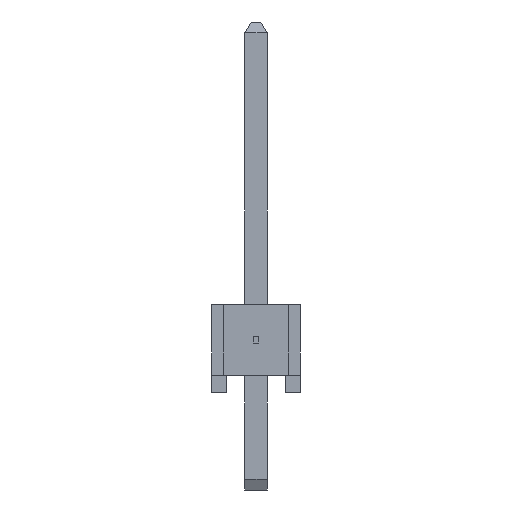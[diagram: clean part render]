
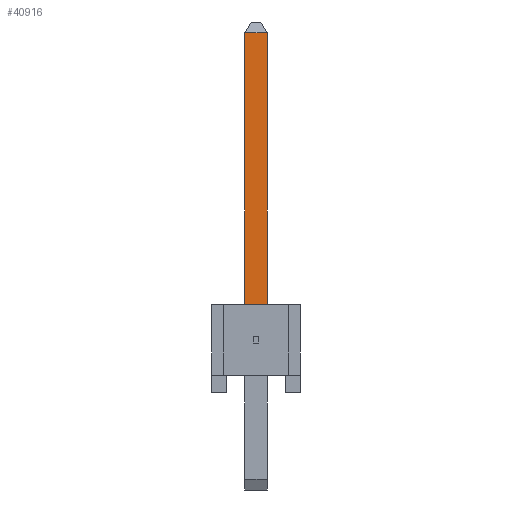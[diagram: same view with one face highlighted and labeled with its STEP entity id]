
A CAD part, left-side view. The second image highlights one B-rep face of the part: STEP entity #40916.
In plain terms, the highlighted planar face has unit normal (-1, 0, 0).
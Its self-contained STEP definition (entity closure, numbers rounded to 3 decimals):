
#40916 = ADVANCED_FACE('',(#40917),#40951,.F.);
#40917 = FACE_BOUND('',#40918,.T.);
#40918 = EDGE_LOOP('',(#40919,#40929,#40937,#40945));
#40919 = ORIENTED_EDGE('',*,*,#40920,.T.);
#40920 = EDGE_CURVE('',#40921,#40923,#40925,.T.);
#40921 = VERTEX_POINT('',#40922);
#40922 = CARTESIAN_POINT('',(-40.958,13.157,0.318));
#40923 = VERTEX_POINT('',#40924);
#40924 = CARTESIAN_POINT('',(-40.958,13.157,-0.318));
#40925 = LINE('',#40926,#40927);
#40926 = CARTESIAN_POINT('',(-40.958,13.157,2.54));
#40927 = VECTOR('',#40928,1.);
#40928 = DIRECTION('',(0.,0.,-1.));
#40929 = ORIENTED_EDGE('',*,*,#40930,.T.);
#40930 = EDGE_CURVE('',#40923,#40931,#40933,.T.);
#40931 = VERTEX_POINT('',#40932);
#40932 = CARTESIAN_POINT('',(-40.958,4.191,-0.318));
#40933 = LINE('',#40934,#40935);
#40934 = CARTESIAN_POINT('',(-40.958,13.462,-0.318));
#40935 = VECTOR('',#40936,1.);
#40936 = DIRECTION('',(0.,-1.,0.));
#40937 = ORIENTED_EDGE('',*,*,#40938,.F.);
#40938 = EDGE_CURVE('',#40939,#40931,#40941,.T.);
#40939 = VERTEX_POINT('',#40940);
#40940 = CARTESIAN_POINT('',(-40.958,4.191,0.318));
#40941 = LINE('',#40942,#40943);
#40942 = CARTESIAN_POINT('',(-40.958,4.191,0.318));
#40943 = VECTOR('',#40944,1.);
#40944 = DIRECTION('',(0.,0.,-1.));
#40945 = ORIENTED_EDGE('',*,*,#40946,.F.);
#40946 = EDGE_CURVE('',#40921,#40939,#40947,.T.);
#40947 = LINE('',#40948,#40949);
#40948 = CARTESIAN_POINT('',(-40.958,13.462,0.318));
#40949 = VECTOR('',#40950,1.);
#40950 = DIRECTION('',(0.,-1.,0.));
#40951 = PLANE('',#40952);
#40952 = AXIS2_PLACEMENT_3D('',#40953,#40954,#40955);
#40953 = CARTESIAN_POINT('',(-40.958,13.462,0.318));
#40954 = DIRECTION('',(1.,0.,0.));
#40955 = DIRECTION('',(0.,0.,-1.));
